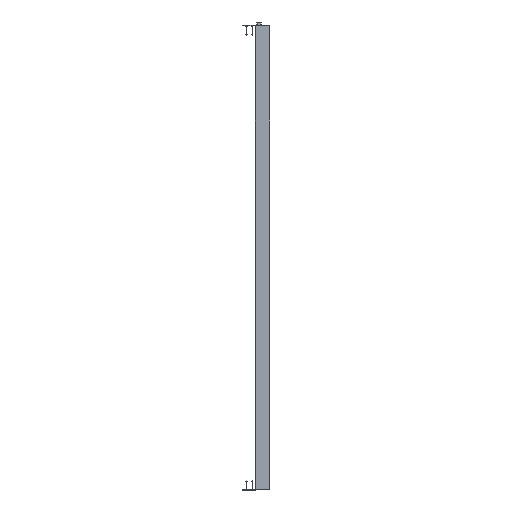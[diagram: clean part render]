
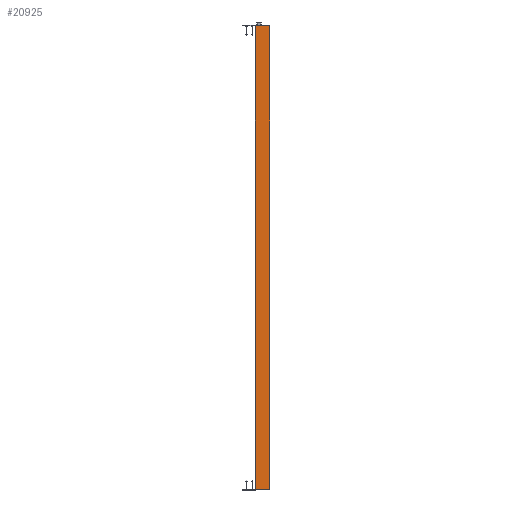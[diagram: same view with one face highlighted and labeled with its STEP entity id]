
A CAD part, left-side view. The second image highlights one B-rep face of the part: STEP entity #20925.
In plain terms, the highlighted planar face has unit normal (-1, 0, 0).
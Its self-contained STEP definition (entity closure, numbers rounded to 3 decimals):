
#513 = PLANE ( 'NONE',  #16512 ) ;
#650 = VERTEX_POINT ( 'NONE', #1175 ) ;
#1175 = CARTESIAN_POINT ( 'NONE',  ( -10.9, -29.8, -479.5 ) ) ;
#1690 = ORIENTED_EDGE ( 'NONE', *, *, #10901, .T. ) ;
#2575 = LINE ( 'NONE', #9347, #9340 ) ;
#3690 = EDGE_CURVE ( 'NONE', #650, #6930, #12351, .T. ) ;
#3887 = LINE ( 'NONE', #7331, #13557 ) ;
#4047 = CARTESIAN_POINT ( 'NONE',  ( -10.9, -0.7, 479.5 ) ) ;
#4244 = DIRECTION ( 'NONE',  ( 0., 0., 1. ) ) ;
#4263 = CARTESIAN_POINT ( 'NONE',  ( -10.9, -29.8, 479.5 ) ) ;
#4561 = ORIENTED_EDGE ( 'NONE', *, *, #3690, .F. ) ;
#4907 = EDGE_CURVE ( 'NONE', #6930, #15230, #3887, .T. ) ;
#6930 = VERTEX_POINT ( 'NONE', #10625 ) ;
#7292 = DIRECTION ( 'NONE',  ( 1., 0., 0. ) ) ;
#7331 = CARTESIAN_POINT ( 'NONE',  ( -10.9, -0.7, -479.5 ) ) ;
#8425 = EDGE_CURVE ( 'NONE', #18939, #15230, #15816, .T. ) ;
#8626 = DIRECTION ( 'NONE',  ( 0., 1., 0. ) ) ;
#9312 = DIRECTION ( 'NONE',  ( 0., 0., 1. ) ) ;
#9340 = VECTOR ( 'NONE', #4244, 1000. ) ;
#9347 = CARTESIAN_POINT ( 'NONE',  ( -10.9, -29.8, -479.5 ) ) ;
#10625 = CARTESIAN_POINT ( 'NONE',  ( -10.9, -0.7, -479.5 ) ) ;
#10901 = EDGE_CURVE ( 'NONE', #650, #18939, #2575, .T. ) ;
#12351 = LINE ( 'NONE', #14219, #18136 ) ;
#13557 = VECTOR ( 'NONE', #9312, 1000. ) ;
#13614 = FACE_OUTER_BOUND ( 'NONE', #13926, .T. ) ;
#13926 = EDGE_LOOP ( 'NONE', ( #20282, #21047, #4561, #1690 ) ) ;
#14219 = CARTESIAN_POINT ( 'NONE',  ( -10.9, -0.7, -479.5 ) ) ;
#14441 = DIRECTION ( 'NONE',  ( 0., 1., 0. ) ) ;
#15230 = VERTEX_POINT ( 'NONE', #15524 ) ;
#15524 = CARTESIAN_POINT ( 'NONE',  ( -10.9, -0.7, 479.5 ) ) ;
#15816 = LINE ( 'NONE', #4047, #16120 ) ;
#16120 = VECTOR ( 'NONE', #19140, 1000. ) ;
#16512 = AXIS2_PLACEMENT_3D ( 'NONE', #18932, #7292, #8626 ) ;
#18136 = VECTOR ( 'NONE', #14441, 1000. ) ;
#18932 = CARTESIAN_POINT ( 'NONE',  ( -10.9, -0.7, -479.5 ) ) ;
#18939 = VERTEX_POINT ( 'NONE', #4263 ) ;
#19140 = DIRECTION ( 'NONE',  ( 0., 1., 0. ) ) ;
#20282 = ORIENTED_EDGE ( 'NONE', *, *, #8425, .T. ) ;
#20925 = ADVANCED_FACE ( 'NONE', ( #13614 ), #513, .F. ) ;
#21047 = ORIENTED_EDGE ( 'NONE', *, *, #4907, .F. ) ;
